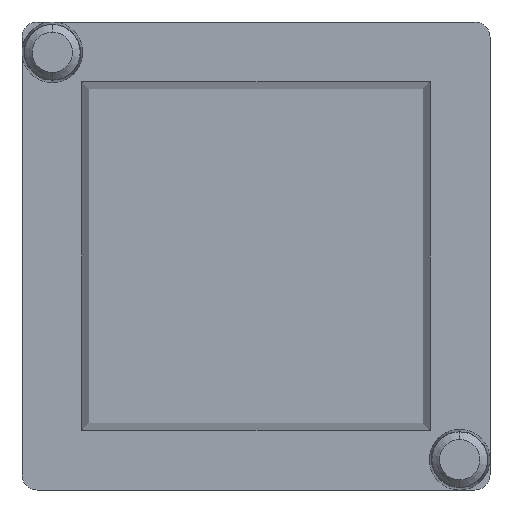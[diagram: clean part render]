
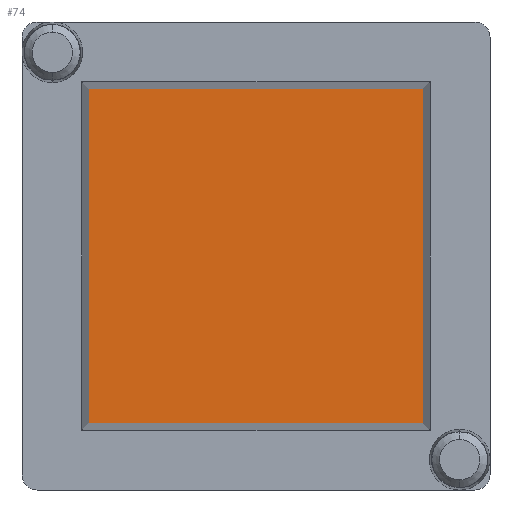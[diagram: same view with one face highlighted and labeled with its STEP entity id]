
A CAD part, front view. The second image highlights one B-rep face of the part: STEP entity #74.
In plain terms, the highlighted planar face has unit normal (0, -1, 0).
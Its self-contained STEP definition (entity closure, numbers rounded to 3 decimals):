
#42 = LINE ( 'NONE', #394, #731 ) ;
#57 = ORIENTED_EDGE ( 'NONE', *, *, #301, .T. ) ;
#74 = ADVANCED_FACE ( 'NONE', ( #1075 ), #724, .T. ) ;
#86 = ORIENTED_EDGE ( 'NONE', *, *, #450, .T. ) ;
#121 = CARTESIAN_POINT ( 'NONE',  ( 1.677, 2.067, -1.677 ) ) ;
#135 = DIRECTION ( 'NONE',  ( 0., -1., 0. ) ) ;
#180 = VERTEX_POINT ( 'NONE', #121 ) ;
#301 = EDGE_CURVE ( 'NONE', #1088, #767, #768, .T. ) ;
#350 = ORIENTED_EDGE ( 'NONE', *, *, #1070, .T. ) ;
#394 = CARTESIAN_POINT ( 'NONE',  ( 0., 2.067, 1.677 ) ) ;
#427 = VECTOR ( 'NONE', #660, 1000. ) ;
#450 = EDGE_CURVE ( 'NONE', #767, #180, #842, .T. ) ;
#458 = ORIENTED_EDGE ( 'NONE', *, *, #938, .T. ) ;
#488 = DIRECTION ( 'NONE',  ( 0., 0., -1. ) ) ;
#496 = LINE ( 'NONE', #787, #935 ) ;
#526 = DIRECTION ( 'NONE',  ( 0., 0., 1. ) ) ;
#538 = VECTOR ( 'NONE', #488, 1000. ) ;
#627 = CARTESIAN_POINT ( 'NONE',  ( -1.677, 2.067, 0. ) ) ;
#660 = DIRECTION ( 'NONE',  ( 1., 0., 0. ) ) ;
#667 = CARTESIAN_POINT ( 'NONE',  ( 1.677, 2.067, 1.677 ) ) ;
#672 = DIRECTION ( 'NONE',  ( 0., 0., -1. ) ) ;
#724 = PLANE ( 'NONE',  #1021 ) ;
#731 = VECTOR ( 'NONE', #738, 1000. ) ;
#738 = DIRECTION ( 'NONE',  ( -1., 0., 0. ) ) ;
#767 = VERTEX_POINT ( 'NONE', #1086 ) ;
#768 = LINE ( 'NONE', #627, #538 ) ;
#787 = CARTESIAN_POINT ( 'NONE',  ( 1.677, 2.067, 0. ) ) ;
#842 = LINE ( 'NONE', #1018, #427 ) ;
#916 = VERTEX_POINT ( 'NONE', #667 ) ;
#927 = CARTESIAN_POINT ( 'NONE',  ( 0., 2.067, 0. ) ) ;
#935 = VECTOR ( 'NONE', #526, 1000. ) ;
#938 = EDGE_CURVE ( 'NONE', #916, #1088, #42, .T. ) ;
#1018 = CARTESIAN_POINT ( 'NONE',  ( 0., 2.067, -1.677 ) ) ;
#1021 = AXIS2_PLACEMENT_3D ( 'NONE', #927, #135, #672 ) ;
#1065 = CARTESIAN_POINT ( 'NONE',  ( -1.677, 2.067, 1.677 ) ) ;
#1070 = EDGE_CURVE ( 'NONE', #180, #916, #496, .T. ) ;
#1075 = FACE_OUTER_BOUND ( 'NONE', #1125, .T. ) ;
#1086 = CARTESIAN_POINT ( 'NONE',  ( -1.677, 2.067, -1.677 ) ) ;
#1088 = VERTEX_POINT ( 'NONE', #1065 ) ;
#1125 = EDGE_LOOP ( 'NONE', ( #57, #86, #350, #458 ) ) ;
